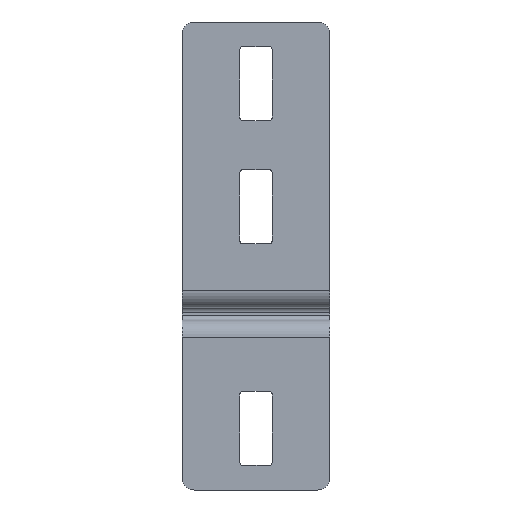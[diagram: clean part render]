
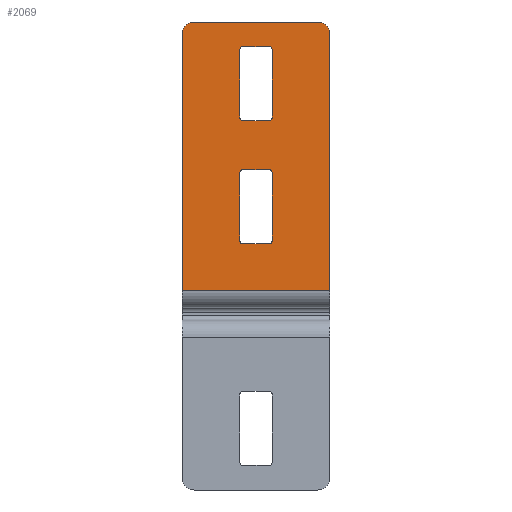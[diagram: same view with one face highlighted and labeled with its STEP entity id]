
A CAD part, front view. The second image highlights one B-rep face of the part: STEP entity #2069.
In plain terms, the highlighted planar face has unit normal (0, -1, 0).
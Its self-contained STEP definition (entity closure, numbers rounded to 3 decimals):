
#425=DIRECTION('',(-1.,0.,0.));
#426=VECTOR('',#425,60.);
#427=CARTESIAN_POINT('',(0.,0.,12.));
#428=LINE('',#427,#426);
#565=CARTESIAN_POINT('',(-5.,0.,116.));
#566=DIRECTION('',(0.,-1.,0.));
#567=DIRECTION('',(1.,0.,0.));
#568=AXIS2_PLACEMENT_3D('',#565,#566,#567);
#570=DIRECTION('',(-1.,0.,0.));
#571=VECTOR('',#570,50.);
#572=CARTESIAN_POINT('',(-5.,0.,121.));
#573=LINE('',#572,#571);
#574=DIRECTION('',(0.,0.,-1.));
#575=VECTOR('',#574,5.5);
#576=CARTESIAN_POINT('',(-36.5,0.,37.5));
#577=LINE('',#576,#575);
#578=DIRECTION('',(1.,0.,0.));
#579=VECTOR('',#578,5.5);
#580=CARTESIAN_POINT('',(-35.5,0.,31.));
#581=LINE('',#580,#579);
#582=DIRECTION('',(1.,0.,0.));
#583=VECTOR('',#582,5.5);
#584=CARTESIAN_POINT('',(-30.,0.,31.));
#585=LINE('',#584,#583);
#586=DIRECTION('',(0.,0.,1.));
#587=VECTOR('',#586,5.5);
#588=CARTESIAN_POINT('',(-23.5,0.,32.));
#589=LINE('',#588,#587);
#590=DIRECTION('',(0.,0.,1.));
#591=VECTOR('',#590,17.);
#592=CARTESIAN_POINT('',(-23.5,0.,37.5));
#593=LINE('',#592,#591);
#594=DIRECTION('',(0.,0.,1.));
#595=VECTOR('',#594,5.5);
#596=CARTESIAN_POINT('',(-23.5,0.,54.5));
#597=LINE('',#596,#595);
#598=DIRECTION('',(-1.,0.,0.));
#599=VECTOR('',#598,5.5);
#600=CARTESIAN_POINT('',(-24.5,0.,61.));
#601=LINE('',#600,#599);
#602=DIRECTION('',(-1.,0.,0.));
#603=VECTOR('',#602,5.5);
#604=CARTESIAN_POINT('',(-30.,0.,61.));
#605=LINE('',#604,#603);
#606=DIRECTION('',(0.,0.,-1.));
#607=VECTOR('',#606,5.5);
#608=CARTESIAN_POINT('',(-36.5,0.,60.));
#609=LINE('',#608,#607);
#610=DIRECTION('',(0.,0.,-1.));
#611=VECTOR('',#610,17.);
#612=CARTESIAN_POINT('',(-36.5,0.,54.5));
#613=LINE('',#612,#611);
#614=DIRECTION('',(0.,0.,-1.));
#615=VECTOR('',#614,5.5);
#616=CARTESIAN_POINT('',(-36.5,0.,87.5));
#617=LINE('',#616,#615);
#618=DIRECTION('',(1.,0.,0.));
#619=VECTOR('',#618,5.5);
#620=CARTESIAN_POINT('',(-35.5,0.,81.));
#621=LINE('',#620,#619);
#622=DIRECTION('',(1.,0.,0.));
#623=VECTOR('',#622,5.5);
#624=CARTESIAN_POINT('',(-30.,0.,81.));
#625=LINE('',#624,#623);
#626=DIRECTION('',(0.,0.,1.));
#627=VECTOR('',#626,5.5);
#628=CARTESIAN_POINT('',(-23.5,0.,82.));
#629=LINE('',#628,#627);
#630=DIRECTION('',(0.,0.,1.));
#631=VECTOR('',#630,17.);
#632=CARTESIAN_POINT('',(-23.5,0.,87.5));
#633=LINE('',#632,#631);
#634=DIRECTION('',(0.,0.,1.));
#635=VECTOR('',#634,5.5);
#636=CARTESIAN_POINT('',(-23.5,0.,104.5));
#637=LINE('',#636,#635);
#638=DIRECTION('',(-1.,0.,0.));
#639=VECTOR('',#638,5.5);
#640=CARTESIAN_POINT('',(-24.5,0.,111.));
#641=LINE('',#640,#639);
#642=DIRECTION('',(-1.,0.,0.));
#643=VECTOR('',#642,5.5);
#644=CARTESIAN_POINT('',(-30.,0.,111.));
#645=LINE('',#644,#643);
#646=DIRECTION('',(0.,0.,-1.));
#647=VECTOR('',#646,5.5);
#648=CARTESIAN_POINT('',(-36.5,0.,110.));
#649=LINE('',#648,#647);
#650=DIRECTION('',(0.,0.,-1.));
#651=VECTOR('',#650,17.);
#652=CARTESIAN_POINT('',(-36.5,0.,104.5));
#653=LINE('',#652,#651);
#658=DIRECTION('',(0.,0.,-1.));
#659=VECTOR('',#658,104.);
#660=CARTESIAN_POINT('',(0.,0.,116.));
#661=LINE('',#660,#659);
#662=DIRECTION('',(0.,0.,-1.));
#663=VECTOR('',#662,104.);
#664=CARTESIAN_POINT('',(-60.,0.,116.));
#665=LINE('',#664,#663);
#687=CARTESIAN_POINT('',(-55.,0.,116.));
#688=DIRECTION('',(0.,-1.,0.));
#689=DIRECTION('',(0.,0.,1.));
#690=AXIS2_PLACEMENT_3D('',#687,#688,#689);
#700=CARTESIAN_POINT('',(-35.5,0.,32.));
#701=DIRECTION('',(0.,1.,0.));
#702=DIRECTION('',(0.,0.,-1.));
#703=AXIS2_PLACEMENT_3D('',#700,#701,#702);
#722=CARTESIAN_POINT('',(-24.5,0.,32.));
#723=DIRECTION('',(0.,1.,0.));
#724=DIRECTION('',(1.,0.,0.));
#725=AXIS2_PLACEMENT_3D('',#722,#723,#724);
#748=CARTESIAN_POINT('',(-24.5,0.,60.));
#749=DIRECTION('',(0.,1.,0.));
#750=DIRECTION('',(0.,0.,1.));
#751=AXIS2_PLACEMENT_3D('',#748,#749,#750);
#770=CARTESIAN_POINT('',(-35.5,0.,60.));
#771=DIRECTION('',(0.,1.,0.));
#772=DIRECTION('',(-1.,0.,0.));
#773=AXIS2_PLACEMENT_3D('',#770,#771,#772);
#796=CARTESIAN_POINT('',(-35.5,0.,82.));
#797=DIRECTION('',(0.,1.,0.));
#798=DIRECTION('',(0.,0.,-1.));
#799=AXIS2_PLACEMENT_3D('',#796,#797,#798);
#818=CARTESIAN_POINT('',(-24.5,0.,82.));
#819=DIRECTION('',(0.,1.,0.));
#820=DIRECTION('',(1.,0.,0.));
#821=AXIS2_PLACEMENT_3D('',#818,#819,#820);
#844=CARTESIAN_POINT('',(-24.5,0.,110.));
#845=DIRECTION('',(0.,1.,0.));
#846=DIRECTION('',(0.,0.,1.));
#847=AXIS2_PLACEMENT_3D('',#844,#845,#846);
#866=CARTESIAN_POINT('',(-35.5,0.,110.));
#867=DIRECTION('',(0.,1.,0.));
#868=DIRECTION('',(-1.,0.,0.));
#869=AXIS2_PLACEMENT_3D('',#866,#867,#868);
#955=CARTESIAN_POINT('',(-5.,0.,121.));
#957=VERTEX_POINT('',#955);
#960=CARTESIAN_POINT('',(0.,0.,116.));
#961=VERTEX_POINT('',#960);
#963=CARTESIAN_POINT('',(-60.,0.,116.));
#965=VERTEX_POINT('',#963);
#968=CARTESIAN_POINT('',(-55.,0.,121.));
#969=VERTEX_POINT('',#968);
#986=CARTESIAN_POINT('',(0.,0.,12.));
#987=VERTEX_POINT('',#986);
#990=CARTESIAN_POINT('',(-60.,0.,12.));
#991=VERTEX_POINT('',#990);
#1002=CARTESIAN_POINT('',(-36.5,0.,54.5));
#1003=CARTESIAN_POINT('',(-36.5,0.,37.5));
#1004=VERTEX_POINT('',#1002);
#1005=VERTEX_POINT('',#1003);
#1006=CARTESIAN_POINT('',(-23.5,0.,37.5));
#1007=CARTESIAN_POINT('',(-23.5,0.,54.5));
#1008=VERTEX_POINT('',#1006);
#1009=VERTEX_POINT('',#1007);
#1010=CARTESIAN_POINT('',(-36.5,0.,104.5));
#1011=CARTESIAN_POINT('',(-36.5,0.,87.5));
#1012=VERTEX_POINT('',#1010);
#1013=VERTEX_POINT('',#1011);
#1014=CARTESIAN_POINT('',(-23.5,0.,87.5));
#1015=CARTESIAN_POINT('',(-23.5,0.,104.5));
#1016=VERTEX_POINT('',#1014);
#1017=VERTEX_POINT('',#1015);
#1050=CARTESIAN_POINT('',(-30.,0.,31.));
#1052=VERTEX_POINT('',#1050);
#1054=CARTESIAN_POINT('',(-30.,0.,61.));
#1056=VERTEX_POINT('',#1054);
#1058=CARTESIAN_POINT('',(-30.,0.,81.));
#1060=VERTEX_POINT('',#1058);
#1062=CARTESIAN_POINT('',(-30.,0.,111.));
#1064=VERTEX_POINT('',#1062);
#1074=CARTESIAN_POINT('',(-23.5,0.,32.));
#1076=VERTEX_POINT('',#1074);
#1078=CARTESIAN_POINT('',(-24.5,0.,31.));
#1080=VERTEX_POINT('',#1078);
#1082=CARTESIAN_POINT('',(-35.5,0.,31.));
#1084=VERTEX_POINT('',#1082);
#1086=CARTESIAN_POINT('',(-36.5,0.,32.));
#1088=VERTEX_POINT('',#1086);
#1090=CARTESIAN_POINT('',(-36.5,0.,60.));
#1092=VERTEX_POINT('',#1090);
#1094=CARTESIAN_POINT('',(-35.5,0.,61.));
#1096=VERTEX_POINT('',#1094);
#1098=CARTESIAN_POINT('',(-24.5,0.,61.));
#1100=VERTEX_POINT('',#1098);
#1102=CARTESIAN_POINT('',(-23.5,0.,60.));
#1104=VERTEX_POINT('',#1102);
#1106=CARTESIAN_POINT('',(-35.5,0.,81.));
#1108=VERTEX_POINT('',#1106);
#1110=CARTESIAN_POINT('',(-36.5,0.,82.));
#1112=VERTEX_POINT('',#1110);
#1114=CARTESIAN_POINT('',(-23.5,0.,82.));
#1116=VERTEX_POINT('',#1114);
#1118=CARTESIAN_POINT('',(-24.5,0.,81.));
#1120=VERTEX_POINT('',#1118);
#1122=CARTESIAN_POINT('',(-36.5,0.,110.));
#1124=VERTEX_POINT('',#1122);
#1126=CARTESIAN_POINT('',(-35.5,0.,111.));
#1128=VERTEX_POINT('',#1126);
#1130=CARTESIAN_POINT('',(-24.5,0.,111.));
#1132=VERTEX_POINT('',#1130);
#1134=CARTESIAN_POINT('',(-23.5,0.,110.));
#1136=VERTEX_POINT('',#1134);
#1993=CARTESIAN_POINT('',(0.,0.,121.));
#1994=DIRECTION('',(0.,-1.,0.));
#1995=DIRECTION('',(0.,0.,-1.));
#1996=AXIS2_PLACEMENT_3D('',#1993,#1994,#1995);
#1997=PLANE('',#1996);
#1998=ORIENTED_EDGE('',*,*,#1974,.F.);
#2000=ORIENTED_EDGE('',*,*,#1999,.T.);
#2001=ORIENTED_EDGE('',*,*,#1824,.T.);
#2003=ORIENTED_EDGE('',*,*,#2002,.F.);
#2005=ORIENTED_EDGE('',*,*,#2004,.F.);
#2006=ORIENTED_EDGE('',*,*,#1985,.F.);
#2007=EDGE_LOOP('',(#1998,#2000,#2001,#2003,#2005,#2006));
#2008=FACE_OUTER_BOUND('',#2007,.F.);
#2010=ORIENTED_EDGE('',*,*,#2009,.T.);
#2012=ORIENTED_EDGE('',*,*,#2011,.F.);
#2014=ORIENTED_EDGE('',*,*,#2013,.T.);
#2016=ORIENTED_EDGE('',*,*,#2015,.T.);
#2018=ORIENTED_EDGE('',*,*,#2017,.F.);
#2020=ORIENTED_EDGE('',*,*,#2019,.T.);
#2022=ORIENTED_EDGE('',*,*,#2021,.T.);
#2024=ORIENTED_EDGE('',*,*,#2023,.T.);
#2026=ORIENTED_EDGE('',*,*,#2025,.F.);
#2028=ORIENTED_EDGE('',*,*,#2027,.T.);
#2030=ORIENTED_EDGE('',*,*,#2029,.T.);
#2032=ORIENTED_EDGE('',*,*,#2031,.F.);
#2034=ORIENTED_EDGE('',*,*,#2033,.T.);
#2036=ORIENTED_EDGE('',*,*,#2035,.T.);
#2037=EDGE_LOOP('',(#2010,#2012,#2014,#2016,#2018,#2020,#2022,#2024,#2026,#2028,
#2030,#2032,#2034,#2036));
#2038=FACE_BOUND('',#2037,.F.);
#2040=ORIENTED_EDGE('',*,*,#2039,.T.);
#2042=ORIENTED_EDGE('',*,*,#2041,.F.);
#2044=ORIENTED_EDGE('',*,*,#2043,.T.);
#2046=ORIENTED_EDGE('',*,*,#2045,.T.);
#2048=ORIENTED_EDGE('',*,*,#2047,.F.);
#2050=ORIENTED_EDGE('',*,*,#2049,.T.);
#2052=ORIENTED_EDGE('',*,*,#2051,.T.);
#2054=ORIENTED_EDGE('',*,*,#2053,.T.);
#2056=ORIENTED_EDGE('',*,*,#2055,.F.);
#2058=ORIENTED_EDGE('',*,*,#2057,.T.);
#2060=ORIENTED_EDGE('',*,*,#2059,.T.);
#2062=ORIENTED_EDGE('',*,*,#2061,.F.);
#2064=ORIENTED_EDGE('',*,*,#2063,.T.);
#2066=ORIENTED_EDGE('',*,*,#2065,.T.);
#2067=EDGE_LOOP('',(#2040,#2042,#2044,#2046,#2048,#2050,#2052,#2054,#2056,#2058,
#2060,#2062,#2064,#2066));
#2068=FACE_BOUND('',#2067,.F.);
#2069=ADVANCED_FACE('',(#2008,#2038,#2068),#1997,.T.);
#569=CIRCLE('',#568,5.);
#691=CIRCLE('',#690,5.);
#704=CIRCLE('',#703,1.);
#726=CIRCLE('',#725,1.);
#752=CIRCLE('',#751,1.);
#774=CIRCLE('',#773,1.);
#800=CIRCLE('',#799,1.);
#822=CIRCLE('',#821,1.);
#848=CIRCLE('',#847,1.);
#870=CIRCLE('',#869,1.);
#1824=EDGE_CURVE('',#987,#991,#428,.T.);
#1974=EDGE_CURVE('',#961,#957,#569,.T.);
#1985=EDGE_CURVE('',#957,#969,#573,.T.);
#1999=EDGE_CURVE('',#961,#987,#661,.T.);
#2002=EDGE_CURVE('',#965,#991,#665,.T.);
#2004=EDGE_CURVE('',#969,#965,#691,.T.);
#2009=EDGE_CURVE('',#1005,#1088,#577,.T.);
#2011=EDGE_CURVE('',#1084,#1088,#704,.T.);
#2013=EDGE_CURVE('',#1084,#1052,#581,.T.);
#2015=EDGE_CURVE('',#1052,#1080,#585,.T.);
#2017=EDGE_CURVE('',#1076,#1080,#726,.T.);
#2019=EDGE_CURVE('',#1076,#1008,#589,.T.);
#2021=EDGE_CURVE('',#1008,#1009,#593,.T.);
#2023=EDGE_CURVE('',#1009,#1104,#597,.T.);
#2025=EDGE_CURVE('',#1100,#1104,#752,.T.);
#2027=EDGE_CURVE('',#1100,#1056,#601,.T.);
#2029=EDGE_CURVE('',#1056,#1096,#605,.T.);
#2031=EDGE_CURVE('',#1092,#1096,#774,.T.);
#2033=EDGE_CURVE('',#1092,#1004,#609,.T.);
#2035=EDGE_CURVE('',#1004,#1005,#613,.T.);
#2039=EDGE_CURVE('',#1013,#1112,#617,.T.);
#2041=EDGE_CURVE('',#1108,#1112,#800,.T.);
#2043=EDGE_CURVE('',#1108,#1060,#621,.T.);
#2045=EDGE_CURVE('',#1060,#1120,#625,.T.);
#2047=EDGE_CURVE('',#1116,#1120,#822,.T.);
#2049=EDGE_CURVE('',#1116,#1016,#629,.T.);
#2051=EDGE_CURVE('',#1016,#1017,#633,.T.);
#2053=EDGE_CURVE('',#1017,#1136,#637,.T.);
#2055=EDGE_CURVE('',#1132,#1136,#848,.T.);
#2057=EDGE_CURVE('',#1132,#1064,#641,.T.);
#2059=EDGE_CURVE('',#1064,#1128,#645,.T.);
#2061=EDGE_CURVE('',#1124,#1128,#870,.T.);
#2063=EDGE_CURVE('',#1124,#1012,#649,.T.);
#2065=EDGE_CURVE('',#1012,#1013,#653,.T.);
